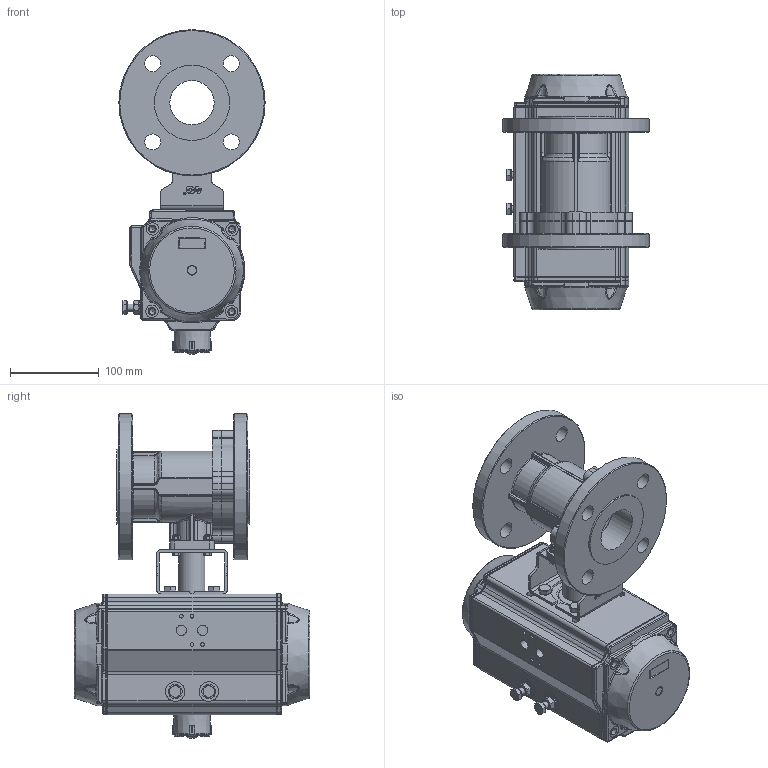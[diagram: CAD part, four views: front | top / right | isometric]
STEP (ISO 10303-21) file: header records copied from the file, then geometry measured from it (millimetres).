
FILE_DESCRIPTION(/* description */ ('Unknown'),/* implementation_level */ '2;1');
FILE_NAME(/* name */ 'PE060909-09',/* time_stamp */ '2025-02-06T09:02:45+01:00',/* author */ ('Unknown'),/* organization */ ('Unknown'),/* preprocessor_version */ 'ST-DEVELOPER v19.4',/* originating_system */ 'Solid Edge',/* authorisation */ 'Unknown');
FILE_SCHEMA (('AUTOMOTIVE_DESIGN {1 0 10303 214 3 1 1}'));
Products named in the file (21): PE060909-09; 49899011_Brücke F07-F05 Höhe 50; 49860316_Spindeladapter Edelstahl_SW17x17x15_Tasche 14x14x13_BL.65_ø3
0; PD07_PE06; VTE110埴詰; vt110左端盖（模具厂）_MIR; vt110-2016-06-25; VT110-2 活塞; zhou110; DIN126-M8; WUERTH 03228 hexagonal nut DIN 934  M8 A2 BLK_EDST; DIN 933 M8x35 A2-70 BLK_EDST; Optische Anzeige; ______; ________(___________; cup head nib bolts with large head gb_GB_FASTENER_BOLT_CHNBW M6X25-N; 4.150_160.050; DIN558 M5x20; DIN125-5_3.1.3; DIN934_M5; DIN 933 M8x18 A2-70 BLK_EDST
Assembly tree (39 placements, depth 4):
  PE060909-09
    49899011_Brücke F07-F05 Höhe 50
    49860316_Spindeladapter Edelstahl_SW17x17x15_Tasche 14x14x13_BL.65_ø3
0
    PD07_PE06
      VTE110埴詰
      vt110左端盖（模具厂）_MIR
      vt110-2016-06-25
      VT110-2 活塞  x2
      zhou110
      DIN126-M8  x2
      WUERTH 03228 hexagonal nut DIN 934  M8 A2 BLK_EDST  x2
      DIN 933 M8x35 A2-70 BLK_EDST  x2
      Optische Anzeige
        ______
        ________(___________  x4
        cup head nib bolts with large head gb_GB_FASTENER_BOLT_CHNBW M6X25-N
    4.150_160.050
    DIN558 M5x20  x4
    DIN125-5_3.1.3  x4
    DIN934_M5  x4
    DIN 933 M8x18 A2-70 BLK_EDST  x4
Bounding box: 165 x 266 x 366.31 mm (x, y, z)
Volume: 3087361.4 mm3; surface area: 683961.3 mm2
Topology: 38 solids, 38 shells, 3448 faces, 8550 edges, 5278 vertices
Faces by surface type: plane 1179, cylinder 967, bspline 630, torus 362, cone 255, sphere 55
Full cylindrical faces by diameter (mm): 3 x16, 3.3 x8, 4.134 x12, 4.66 x1, 4.917 x3, 5 x4, 5.3 x4, 6 x2, 6.2 x1, 6.3 x4, 6.647 x14, 7 x4, 8 x6, 8.376 x6, 9 x6, 10 x4, 11.445 x2, 13 x8, 14 x8, 15 x2, 16 x2, 16.2 x1, 16.4 x1, 18 x8, 18.7 x1, 20 x4, 20.5 x1, 22 x2, 27 x1, 29 x14
Entity records: 102330 total; most frequent: CARTESIAN_POINT 41347, ORIENTED_EDGE 12554, DIRECTION 10772, EDGE_CURVE 6277, AXIS2_PLACEMENT_3D 4174, VERTEX_POINT 4067, FACE_BOUND 3192, EDGE_LOOP 3167
